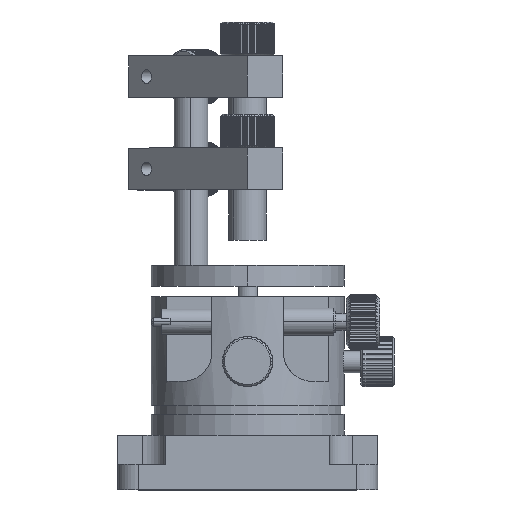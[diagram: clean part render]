
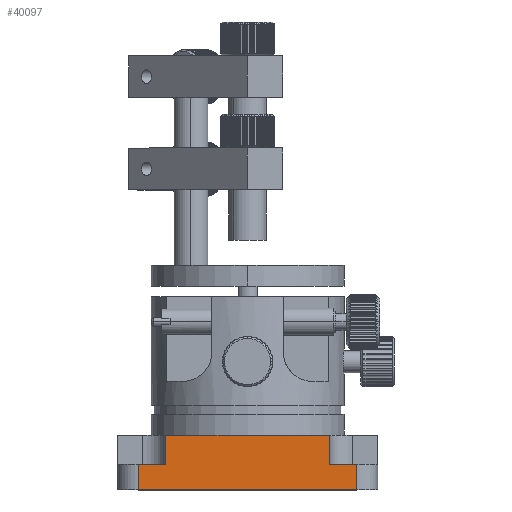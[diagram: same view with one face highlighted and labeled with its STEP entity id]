
A CAD part, top view. The second image highlights one B-rep face of the part: STEP entity #40097.
In plain terms, the highlighted planar face has unit normal (0, 0, 1).
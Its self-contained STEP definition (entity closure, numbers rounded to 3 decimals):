
#382 = VERTEX_POINT ( 'NONE', #12639 ) ;
#1125 = VECTOR ( 'NONE', #13658, 1000. ) ;
#1252 = CARTESIAN_POINT ( 'NONE',  ( -26., 0., 31. ) ) ;
#2030 = VECTOR ( 'NONE', #30890, 1000. ) ;
#2321 = VERTEX_POINT ( 'NONE', #34009 ) ;
#2878 = EDGE_CURVE ( 'NONE', #44433, #25173, #7075, .T. ) ;
#3029 = ORIENTED_EDGE ( 'NONE', *, *, #19330, .F. ) ;
#3878 = LINE ( 'NONE', #34040, #27349 ) ;
#4271 = VECTOR ( 'NONE', #29295, 1000. ) ;
#5484 = FACE_OUTER_BOUND ( 'NONE', #14266, .T. ) ;
#5675 = ORIENTED_EDGE ( 'NONE', *, *, #31263, .F. ) ;
#6484 = CARTESIAN_POINT ( 'NONE',  ( -19.5, 6., 31. ) ) ;
#7075 = LINE ( 'NONE', #9846, #1125 ) ;
#9385 = DIRECTION ( 'NONE',  ( 1., 0., 0. ) ) ;
#9526 = ORIENTED_EDGE ( 'NONE', *, *, #25726, .T. ) ;
#9834 = ORIENTED_EDGE ( 'NONE', *, *, #15045, .T. ) ;
#9846 = CARTESIAN_POINT ( 'NONE',  ( -26., 13., 31. ) ) ;
#11225 = LINE ( 'NONE', #25394, #17818 ) ;
#11295 = EDGE_CURVE ( 'NONE', #17993, #16369, #28240, .T. ) ;
#12639 = CARTESIAN_POINT ( 'NONE',  ( 26., 0., 31. ) ) ;
#12743 = LINE ( 'NONE', #28573, #23654 ) ;
#13658 = DIRECTION ( 'NONE',  ( 1., 0., 0. ) ) ;
#14266 = EDGE_LOOP ( 'NONE', ( #39325, #35039, #22329, #9526, #21089, #5675, #3029, #9834 ) ) ;
#14287 = EDGE_CURVE ( 'NONE', #42906, #382, #24273, .T. ) ;
#15045 = EDGE_CURVE ( 'NONE', #2321, #25173, #12743, .T. ) ;
#16369 = VERTEX_POINT ( 'NONE', #37400 ) ;
#16475 = DIRECTION ( 'NONE',  ( -1., 0., 0. ) ) ;
#17818 = VECTOR ( 'NONE', #35900, 1000. ) ;
#17993 = VERTEX_POINT ( 'NONE', #24933 ) ;
#19330 = EDGE_CURVE ( 'NONE', #2321, #27135, #37000, .T. ) ;
#19543 = CARTESIAN_POINT ( 'NONE',  ( -26., 13., 31. ) ) ;
#20478 = AXIS2_PLACEMENT_3D ( 'NONE', #19543, #40884, #16475 ) ;
#21089 = ORIENTED_EDGE ( 'NONE', *, *, #14287, .T. ) ;
#21531 = DIRECTION ( 'NONE',  ( 0., 1., 0. ) ) ;
#22329 = ORIENTED_EDGE ( 'NONE', *, *, #11295, .F. ) ;
#23654 = VECTOR ( 'NONE', #21531, 1000. ) ;
#24188 = CARTESIAN_POINT ( 'NONE',  ( -19.5, 6., 31. ) ) ;
#24273 = LINE ( 'NONE', #30464, #25374 ) ;
#24933 = CARTESIAN_POINT ( 'NONE',  ( -26., 6., 31. ) ) ;
#25173 = VERTEX_POINT ( 'NONE', #39359 ) ;
#25374 = VECTOR ( 'NONE', #9385, 1000. ) ;
#25394 = CARTESIAN_POINT ( 'NONE',  ( 26., 13., 31. ) ) ;
#25726 = EDGE_CURVE ( 'NONE', #17993, #42906, #3878, .T. ) ;
#27135 = VERTEX_POINT ( 'NONE', #30552 ) ;
#27349 = VECTOR ( 'NONE', #44417, 1000. ) ;
#28240 = LINE ( 'NONE', #6484, #36397 ) ;
#28573 = CARTESIAN_POINT ( 'NONE',  ( 19.5, 6., 31. ) ) ;
#29295 = DIRECTION ( 'NONE',  ( 1., 0., 0. ) ) ;
#30464 = CARTESIAN_POINT ( 'NONE',  ( -26., 0., 31. ) ) ;
#30552 = CARTESIAN_POINT ( 'NONE',  ( 26., 6., 31. ) ) ;
#30890 = DIRECTION ( 'NONE',  ( 0., 1., 0. ) ) ;
#30910 = CARTESIAN_POINT ( 'NONE',  ( -19.5, 13., 31. ) ) ;
#31044 = EDGE_CURVE ( 'NONE', #16369, #44433, #41845, .T. ) ;
#31263 = EDGE_CURVE ( 'NONE', #27135, #382, #11225, .T. ) ;
#32320 = CARTESIAN_POINT ( 'NONE',  ( 19.5, 6., 31. ) ) ;
#34009 = CARTESIAN_POINT ( 'NONE',  ( 19.5, 6., 31. ) ) ;
#34022 = PLANE ( 'NONE',  #20478 ) ;
#34040 = CARTESIAN_POINT ( 'NONE',  ( -26., 13., 31. ) ) ;
#35039 = ORIENTED_EDGE ( 'NONE', *, *, #31044, .F. ) ;
#35900 = DIRECTION ( 'NONE',  ( 0., -1., 0. ) ) ;
#36397 = VECTOR ( 'NONE', #44797, 1000. ) ;
#37000 = LINE ( 'NONE', #32320, #4271 ) ;
#37400 = CARTESIAN_POINT ( 'NONE',  ( -19.5, 6., 31. ) ) ;
#39325 = ORIENTED_EDGE ( 'NONE', *, *, #2878, .F. ) ;
#39359 = CARTESIAN_POINT ( 'NONE',  ( 19.5, 13., 31. ) ) ;
#40097 = ADVANCED_FACE ( 'NONE', ( #5484 ), #34022, .F. ) ;
#40884 = DIRECTION ( 'NONE',  ( 0., 0., -1. ) ) ;
#41845 = LINE ( 'NONE', #24188, #2030 ) ;
#42906 = VERTEX_POINT ( 'NONE', #1252 ) ;
#44417 = DIRECTION ( 'NONE',  ( 0., -1., 0. ) ) ;
#44433 = VERTEX_POINT ( 'NONE', #30910 ) ;
#44797 = DIRECTION ( 'NONE',  ( 1., 0., 0. ) ) ;
